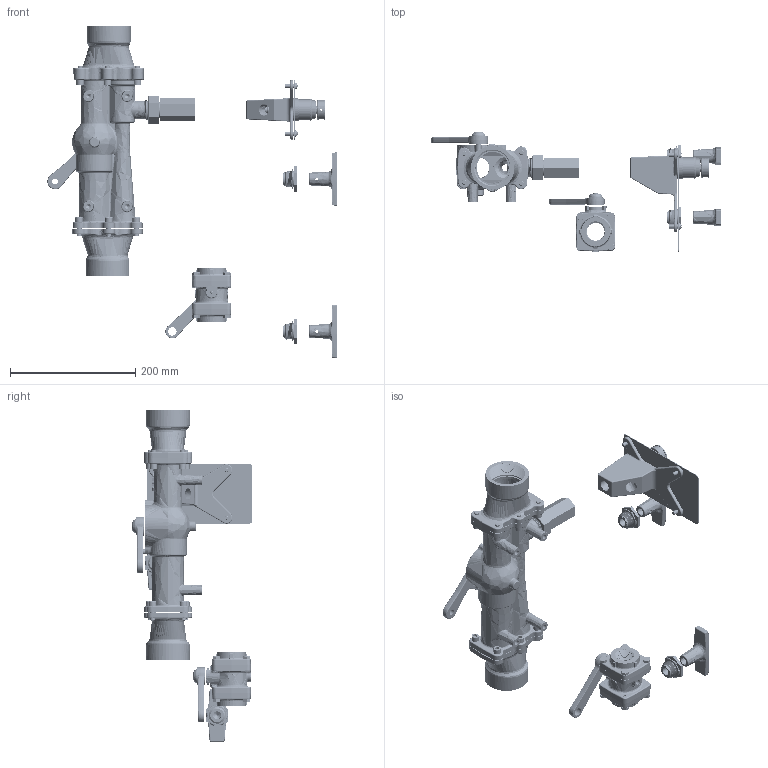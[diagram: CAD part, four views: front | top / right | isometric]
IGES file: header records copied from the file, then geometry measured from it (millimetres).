
Global section: file name: 240-P_95_GPM.igs; preprocessor: I-DEAS 3D IGES Translator 15; date: 20120120.141609; units: inch
Bounding box: 462.89 x 192.97 x 530.85 mm (x, y, z)
Volume: 1220811.2 mm3; surface area: 509914.1 mm2
Topology: 59 solids, 59 shells, 2929 faces, 6850 edges, 4069 vertices
Faces by surface type: bspline 2929
